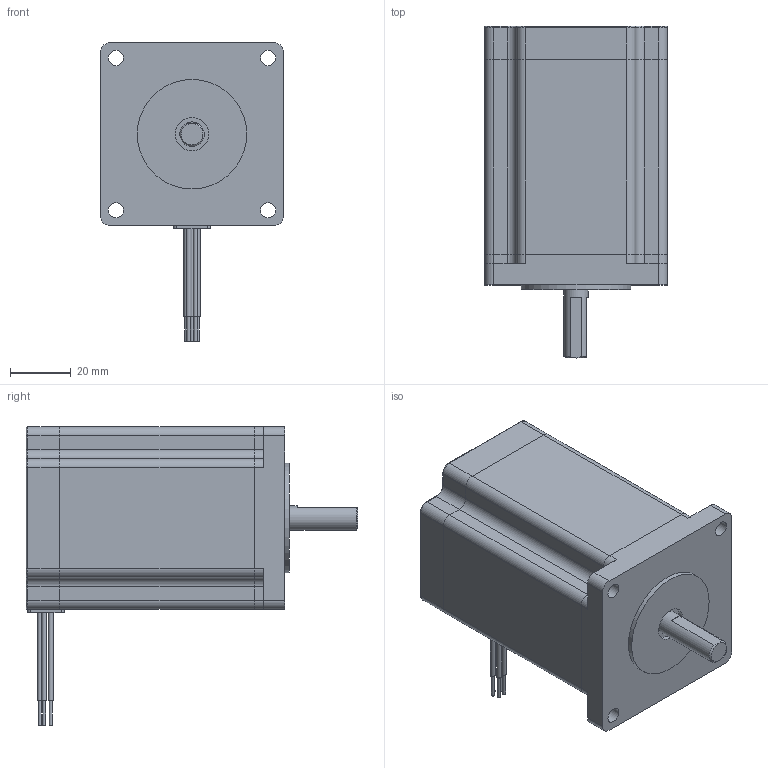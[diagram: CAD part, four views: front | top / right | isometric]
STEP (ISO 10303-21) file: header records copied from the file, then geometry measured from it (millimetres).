
FILE_DESCRIPTION( ( '' ), '1' );
FILE_NAME( 'MS569D-A.stp', '2022-03-28T14:52:45', ( 'Dimamotor' ), ( 'Dimamotor' ), 'PSStep 17.0.49', ' ', ' ' );
FILE_SCHEMA( ( 'AUTOMOTIVE_DESIGN { 1 0 10303 214 1 1 1 1 }' ) );
Length unit declared in the file: millimetre
Products named in the file (4): Assem1; MS56-上蓋; MS569D-定子; MS56-單軸下蓋
Assembly tree (3 placements, depth 2):
  Assem1
    MS56-上蓋
    MS569D-定子
    MS56-單軸下蓋
Bounding box: 60 x 109 x 98 mm (x, y, z)
Volume: 268801.4 mm3; surface area: 42930.7 mm2
Topology: 3 solids, 3 shells, 164 faces, 398 edges, 256 vertices
Faces by surface type: cylinder 77, plane 73, torus 12, cone 2
Full cylindrical faces by diameter (mm): 1 x5, 1.6 x5, 5 x4, 6 x1, 8 x1, 10 x2, 11 x1, 12 x1, 36 x1
Entity records: 6115 total; most frequent: DIRECTION 877, CARTESIAN_POINT 819, ORIENTED_EDGE 748, EDGE_CURVE 374, AXIS2_PLACEMENT_3D 339, VERTEX_POINT 253, EDGE_LOOP 211, LINE 199
